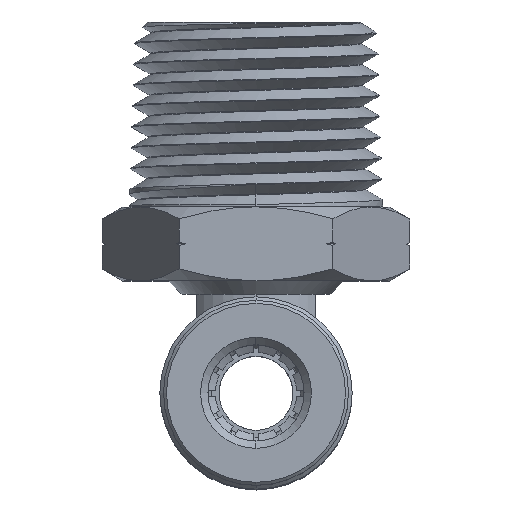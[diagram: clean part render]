
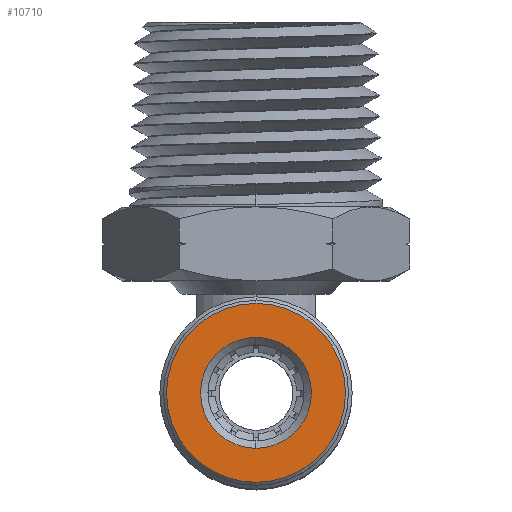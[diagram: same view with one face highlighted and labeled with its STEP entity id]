
A CAD part, top view. The second image highlights one B-rep face of the part: STEP entity #10710.
In plain terms, the highlighted planar face has unit normal (0, 0, 1).
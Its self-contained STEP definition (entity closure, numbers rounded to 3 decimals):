
#569 = CARTESIAN_POINT ( 'NONE',  ( 0., 3.75, 15.706 ) ) ;
#2020 = DIRECTION ( 'NONE',  ( 0., 0., -1. ) ) ;
#4033 = VERTEX_POINT ( 'NONE', #569 ) ;
#5749 = EDGE_CURVE ( 'NONE', #4033, #7261, #30264, .T. ) ;
#6002 = DIRECTION ( 'NONE',  ( 0., 0., 1. ) ) ;
#6381 = DIRECTION ( 'NONE',  ( 0., 0., 1. ) ) ;
#7261 = VERTEX_POINT ( 'NONE', #7789 ) ;
#7359 = AXIS2_PLACEMENT_3D ( 'NONE', #33781, #14160, #37088 ) ;
#7789 = CARTESIAN_POINT ( 'NONE',  ( 0., -3.75, 15.706 ) ) ;
#8446 = PLANE ( 'NONE',  #29745 ) ;
#10710 = ADVANCED_FACE ( 'NONE', ( #24309, #36107 ), #8446, .T. ) ;
#11410 = EDGE_CURVE ( 'NONE', #21392, #25466, #38409, .T. ) ;
#11495 = CIRCLE ( 'NONE', #38975, 6.05 ) ;
#14160 = DIRECTION ( 'NONE',  ( 0., 0., -1. ) ) ;
#15181 = DIRECTION ( 'NONE',  ( 0., 0., 1. ) ) ;
#17804 = EDGE_CURVE ( 'NONE', #7261, #4033, #31761, .T. ) ;
#18849 = EDGE_LOOP ( 'NONE', ( #33068, #22838 ) ) ;
#21282 = AXIS2_PLACEMENT_3D ( 'NONE', #25990, #6381, #29290 ) ;
#21392 = VERTEX_POINT ( 'NONE', #35687 ) ;
#21686 = CARTESIAN_POINT ( 'NONE',  ( 0., 0., 15.706 ) ) ;
#22838 = ORIENTED_EDGE ( 'NONE', *, *, #5749, .T. ) ;
#24309 = FACE_BOUND ( 'NONE', #18849, .T. ) ;
#24770 = EDGE_LOOP ( 'NONE', ( #39768, #35713 ) ) ;
#24950 = DIRECTION ( 'NONE',  ( 0., -1., 0. ) ) ;
#25466 = VERTEX_POINT ( 'NONE', #31361 ) ;
#25619 = CARTESIAN_POINT ( 'NONE',  ( 0., 0., 15.706 ) ) ;
#25990 = CARTESIAN_POINT ( 'NONE',  ( 0., 0., 15.706 ) ) ;
#28929 = DIRECTION ( 'NONE',  ( 0., 1., 0. ) ) ;
#29290 = DIRECTION ( 'NONE',  ( 0., 1., 0. ) ) ;
#29721 = AXIS2_PLACEMENT_3D ( 'NONE', #21686, #2020, #24950 ) ;
#29745 = AXIS2_PLACEMENT_3D ( 'NONE', #34781, #15181, #38119 ) ;
#30264 = CIRCLE ( 'NONE', #29721, 3.75 ) ;
#31361 = CARTESIAN_POINT ( 'NONE',  ( 0., 6.05, 15.706 ) ) ;
#31761 = CIRCLE ( 'NONE', #7359, 3.75 ) ;
#33068 = ORIENTED_EDGE ( 'NONE', *, *, #17804, .T. ) ;
#33781 = CARTESIAN_POINT ( 'NONE',  ( 0., 0., 15.706 ) ) ;
#34781 = CARTESIAN_POINT ( 'NONE',  ( 0., 0., 15.706 ) ) ;
#35298 = EDGE_CURVE ( 'NONE', #25466, #21392, #11495, .T. ) ;
#35687 = CARTESIAN_POINT ( 'NONE',  ( 0., -6.05, 15.706 ) ) ;
#35713 = ORIENTED_EDGE ( 'NONE', *, *, #11410, .T. ) ;
#36107 = FACE_OUTER_BOUND ( 'NONE', #24770, .T. ) ;
#37088 = DIRECTION ( 'NONE',  ( 0., -1., 0. ) ) ;
#38119 = DIRECTION ( 'NONE',  ( 0., -1., 0. ) ) ;
#38409 = CIRCLE ( 'NONE', #21282, 6.05 ) ;
#38975 = AXIS2_PLACEMENT_3D ( 'NONE', #25619, #6002, #28929 ) ;
#39768 = ORIENTED_EDGE ( 'NONE', *, *, #35298, .T. ) ;
